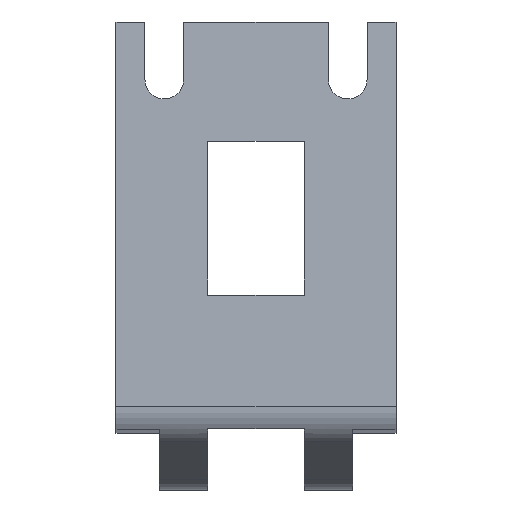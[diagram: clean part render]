
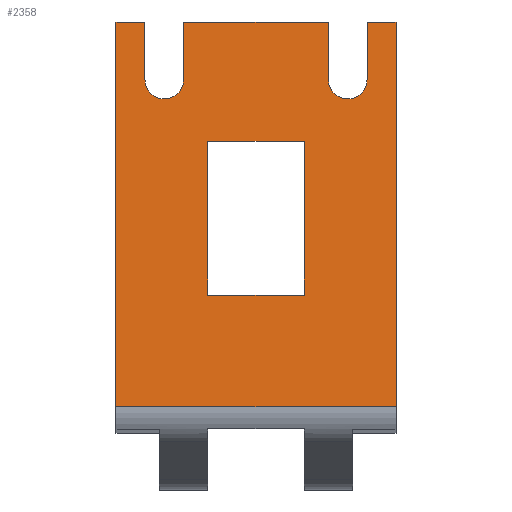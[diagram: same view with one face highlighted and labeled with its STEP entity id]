
A CAD part, front view. The second image highlights one B-rep face of the part: STEP entity #2358.
In plain terms, the highlighted planar face has unit normal (0, -0.996, 0.09).
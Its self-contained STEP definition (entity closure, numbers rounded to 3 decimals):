
#22=FACE_BOUND('',#422,.T.);
#48=CIRCLE('',#2480,2.);
#49=CIRCLE('',#2481,2.);
#297=FACE_OUTER_BOUND('',#421,.T.);
#421=EDGE_LOOP('',(#1897,#1898,#1899,#1900,#1901,#1902,#1903,#1904,#1905,
#1906,#1907,#1908));
#422=EDGE_LOOP('',(#1909,#1910,#1911,#1912));
#602=LINE('',#4108,#825);
#625=LINE('',#4189,#848);
#626=LINE('',#4191,#849);
#627=LINE('',#4193,#850);
#628=LINE('',#4195,#851);
#629=LINE('',#4198,#852);
#630=LINE('',#4200,#853);
#631=LINE('',#4204,#854);
#632=LINE('',#4206,#855);
#633=LINE('',#4207,#856);
#634=LINE('',#4210,#857);
#635=LINE('',#4212,#858);
#636=LINE('',#4214,#859);
#637=LINE('',#4215,#860);
#825=VECTOR('',#2773,10.);
#848=VECTOR('',#2844,10.);
#849=VECTOR('',#2845,10.);
#850=VECTOR('',#2846,10.);
#851=VECTOR('',#2847,10.);
#852=VECTOR('',#2850,10.);
#853=VECTOR('',#2851,10.);
#854=VECTOR('',#2854,10.);
#855=VECTOR('',#2855,10.);
#856=VECTOR('',#2856,10.);
#857=VECTOR('',#2857,10.);
#858=VECTOR('',#2858,10.);
#859=VECTOR('',#2859,10.);
#860=VECTOR('',#2860,10.);
#1055=VERTEX_POINT('',#4105);
#1056=VERTEX_POINT('',#4107);
#1089=VERTEX_POINT('',#4187);
#1090=VERTEX_POINT('',#4188);
#1091=VERTEX_POINT('',#4190);
#1092=VERTEX_POINT('',#4192);
#1093=VERTEX_POINT('',#4194);
#1094=VERTEX_POINT('',#4196);
#1095=VERTEX_POINT('',#4199);
#1096=VERTEX_POINT('',#4201);
#1097=VERTEX_POINT('',#4203);
#1098=VERTEX_POINT('',#4205);
#1099=VERTEX_POINT('',#4208);
#1100=VERTEX_POINT('',#4209);
#1101=VERTEX_POINT('',#4211);
#1102=VERTEX_POINT('',#4213);
#1358=EDGE_CURVE('',#1055,#1056,#602,.T.);
#1398=EDGE_CURVE('',#1089,#1090,#625,.T.);
#1399=EDGE_CURVE('',#1089,#1091,#626,.T.);
#1400=EDGE_CURVE('',#1092,#1091,#627,.T.);
#1401=EDGE_CURVE('',#1092,#1093,#628,.T.);
#1402=EDGE_CURVE('',#1093,#1094,#48,.T.);
#1403=EDGE_CURVE('',#1094,#1056,#629,.T.);
#1404=EDGE_CURVE('',#1055,#1095,#630,.T.);
#1405=EDGE_CURVE('',#1095,#1096,#49,.T.);
#1406=EDGE_CURVE('',#1096,#1097,#631,.T.);
#1407=EDGE_CURVE('',#1098,#1097,#632,.T.);
#1408=EDGE_CURVE('',#1090,#1098,#633,.T.);
#1409=EDGE_CURVE('',#1099,#1100,#634,.T.);
#1410=EDGE_CURVE('',#1101,#1099,#635,.T.);
#1411=EDGE_CURVE('',#1101,#1102,#636,.T.);
#1412=EDGE_CURVE('',#1100,#1102,#637,.T.);
#1897=ORIENTED_EDGE('',*,*,#1398,.F.);
#1898=ORIENTED_EDGE('',*,*,#1399,.T.);
#1899=ORIENTED_EDGE('',*,*,#1400,.F.);
#1900=ORIENTED_EDGE('',*,*,#1401,.T.);
#1901=ORIENTED_EDGE('',*,*,#1402,.T.);
#1902=ORIENTED_EDGE('',*,*,#1403,.T.);
#1903=ORIENTED_EDGE('',*,*,#1358,.F.);
#1904=ORIENTED_EDGE('',*,*,#1404,.T.);
#1905=ORIENTED_EDGE('',*,*,#1405,.T.);
#1906=ORIENTED_EDGE('',*,*,#1406,.T.);
#1907=ORIENTED_EDGE('',*,*,#1407,.F.);
#1908=ORIENTED_EDGE('',*,*,#1408,.F.);
#1909=ORIENTED_EDGE('',*,*,#1409,.F.);
#1910=ORIENTED_EDGE('',*,*,#1410,.F.);
#1911=ORIENTED_EDGE('',*,*,#1411,.T.);
#1912=ORIENTED_EDGE('',*,*,#1412,.F.);
#2254=PLANE('',#2479);
#2358=ADVANCED_FACE('',(#297,#22),#2254,.T.);
#2479=AXIS2_PLACEMENT_3D('',#4186,#2842,#2843);
#2480=AXIS2_PLACEMENT_3D('',#4197,#2848,#2849);
#2481=AXIS2_PLACEMENT_3D('',#4202,#2852,#2853);
#2773=DIRECTION('',(1.,0.,0.));
#2842=DIRECTION('center_axis',(0.,-0.996,0.09));
#2843=DIRECTION('ref_axis',(0.,0.09,0.996));
#2844=DIRECTION('',(-1.,0.,0.));
#2845=DIRECTION('',(0.,0.09,0.996));
#2846=DIRECTION('',(1.,0.,0.));
#2847=DIRECTION('',(0.,-0.09,-0.996));
#2848=DIRECTION('center_axis',(0.,0.996,-0.09));
#2849=DIRECTION('ref_axis',(-1.,0.,0.));
#2850=DIRECTION('',(0.,0.09,0.996));
#2851=DIRECTION('',(0.,-0.09,-0.996));
#2852=DIRECTION('center_axis',(0.,0.996,-0.09));
#2853=DIRECTION('ref_axis',(-1.,0.,0.));
#2854=DIRECTION('',(0.,0.09,0.996));
#2855=DIRECTION('',(1.,0.,0.));
#2856=DIRECTION('',(0.,0.09,0.996));
#2857=DIRECTION('',(-1.,0.,0.));
#2858=DIRECTION('',(0.,0.09,0.996));
#2859=DIRECTION('',(-1.,0.,0.));
#2860=DIRECTION('',(0.,-0.09,-0.996));
#4105=CARTESIAN_POINT('',(-7.5,-19.087,69.124));
#4107=CARTESIAN_POINT('',(7.5,-19.087,69.124));
#4108=CARTESIAN_POINT('',(-14.5,-19.087,69.124));
#4186=CARTESIAN_POINT('Origin',(10.,-22.874,27.013));
#4187=CARTESIAN_POINT('',(14.5,-22.671,29.28));
#4188=CARTESIAN_POINT('',(-14.5,-22.671,29.28));
#4189=CARTESIAN_POINT('',(10.,-22.671,29.28));
#4190=CARTESIAN_POINT('',(14.5,-19.087,69.124));
#4191=CARTESIAN_POINT('',(14.5,-22.874,27.013));
#4192=CARTESIAN_POINT('',(11.5,-19.087,69.124));
#4193=CARTESIAN_POINT('',(-14.5,-19.087,69.124));
#4194=CARTESIAN_POINT('',(11.5,-19.625,63.148));
#4195=CARTESIAN_POINT('',(11.5,-20.981,48.068));
#4196=CARTESIAN_POINT('',(7.5,-19.625,63.148));
#4197=CARTESIAN_POINT('Origin',(9.5,-19.625,63.148));
#4198=CARTESIAN_POINT('',(7.5,-21.25,45.08));
#4199=CARTESIAN_POINT('',(-7.5,-19.625,63.148));
#4200=CARTESIAN_POINT('',(-7.5,-20.981,48.068));
#4201=CARTESIAN_POINT('',(-11.5,-19.625,63.148));
#4202=CARTESIAN_POINT('Origin',(-9.5,-19.625,63.148));
#4203=CARTESIAN_POINT('',(-11.5,-19.087,69.124));
#4204=CARTESIAN_POINT('',(-11.5,-21.25,45.08));
#4205=CARTESIAN_POINT('',(-14.5,-19.087,69.124));
#4206=CARTESIAN_POINT('',(-14.5,-19.087,69.124));
#4207=CARTESIAN_POINT('',(-14.5,-22.874,27.013));
#4208=CARTESIAN_POINT('',(5.,-20.199,56.762));
#4209=CARTESIAN_POINT('',(-5.,-20.199,56.762));
#4210=CARTESIAN_POINT('',(5.,-20.199,56.762));
#4211=CARTESIAN_POINT('',(5.,-21.631,40.841));
#4212=CARTESIAN_POINT('',(5.,-19.087,69.124));
#4213=CARTESIAN_POINT('',(-5.,-21.631,40.841));
#4214=CARTESIAN_POINT('',(5.,-21.631,40.841));
#4215=CARTESIAN_POINT('',(-5.,-19.087,69.124));
